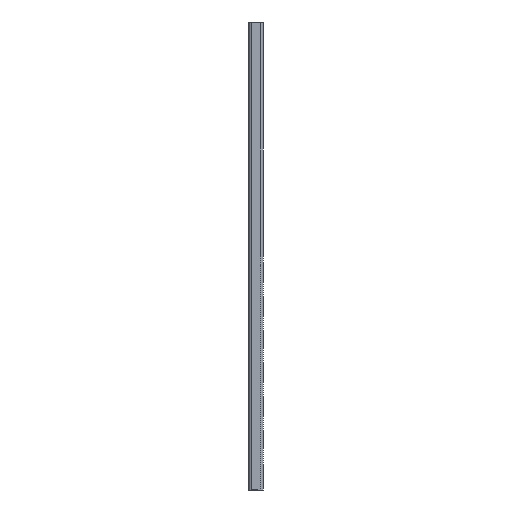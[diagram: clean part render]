
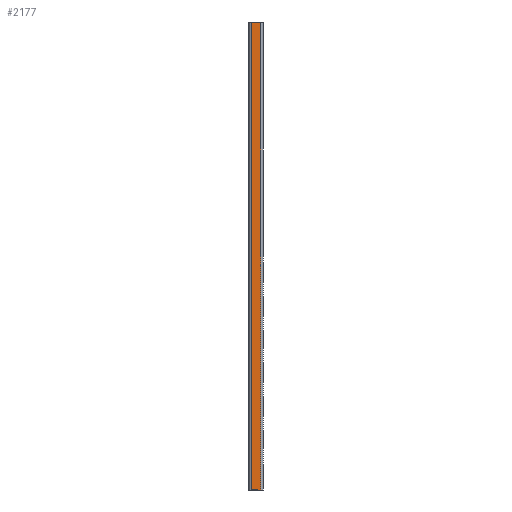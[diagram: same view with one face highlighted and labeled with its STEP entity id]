
A CAD part, left-side view. The second image highlights one B-rep face of the part: STEP entity #2177.
In plain terms, the highlighted planar face has unit normal (-1, 0, 0).
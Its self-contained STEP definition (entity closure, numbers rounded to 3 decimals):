
#41 = CARTESIAN_POINT ( 'NONE',  ( -20.5, 3.5, 350. ) ) ;
#239 = EDGE_LOOP ( 'NONE', ( #491, #349, #420, #490 ) ) ;
#322 = VECTOR ( 'NONE', #1199, 1000. ) ;
#325 = LINE ( 'NONE', #1197, #322 ) ;
#349 = ORIENTED_EDGE ( 'NONE', *, *, #2818, .T. ) ;
#420 = ORIENTED_EDGE ( 'NONE', *, *, #2905, .T. ) ;
#490 = ORIENTED_EDGE ( 'NONE', *, *, #2966, .F. ) ;
#491 = ORIENTED_EDGE ( 'NONE', *, *, #2888, .T. ) ;
#559 = PLANE ( 'NONE',  #2819 ) ;
#587 = DIRECTION ( 'NONE',  ( 0., 1., 0. ) ) ;
#601 = CARTESIAN_POINT ( 'NONE',  ( -20.5, 17.5, 1500. ) ) ;
#629 = DIRECTION ( 'NONE',  ( 1., 0., 0. ) ) ;
#1197 = CARTESIAN_POINT ( 'NONE',  ( -20.5, 17.5, 1500. ) ) ;
#1199 = DIRECTION ( 'NONE',  ( 0., 0., -1. ) ) ;
#1307 = CARTESIAN_POINT ( 'NONE',  ( -20.5, 21., 350. ) ) ;
#1308 = DIRECTION ( 'NONE',  ( 0., 1., 0. ) ) ;
#1344 = CARTESIAN_POINT ( 'NONE',  ( -20.5, 21., -350. ) ) ;
#1345 = DIRECTION ( 'NONE',  ( 0., -1., 0. ) ) ;
#1608 = CARTESIAN_POINT ( 'NONE',  ( -20.5, 3.5, 1500. ) ) ;
#1610 = DIRECTION ( 'NONE',  ( 0., 0., -1. ) ) ;
#1737 = LINE ( 'NONE', #1307, #1740 ) ;
#1740 = VECTOR ( 'NONE', #1308, 1000. ) ;
#1767 = LINE ( 'NONE', #1344, #1770 ) ;
#1770 = VECTOR ( 'NONE', #1345, 1000. ) ;
#1862 = LINE ( 'NONE', #1608, #1865 ) ;
#1865 = VECTOR ( 'NONE', #1610, 1000. ) ;
#2006 = FACE_OUTER_BOUND ( 'NONE', #239, .T. ) ;
#2177 = ADVANCED_FACE ( 'NONE', ( #2006 ), #559, .F. ) ;
#2195 = CARTESIAN_POINT ( 'NONE',  ( -20.5, 17.5, 350. ) ) ;
#2207 = CARTESIAN_POINT ( 'NONE',  ( -20.5, 3.5, -350. ) ) ;
#2328 = CARTESIAN_POINT ( 'NONE',  ( -20.5, 17.5, -350. ) ) ;
#2461 = VERTEX_POINT ( 'NONE', #2207 ) ;
#2468 = VERTEX_POINT ( 'NONE', #2328 ) ;
#2567 = VERTEX_POINT ( 'NONE', #2195 ) ;
#2583 = VERTEX_POINT ( 'NONE', #41 ) ;
#2818 = EDGE_CURVE ( 'NONE', #2567, #2468, #325, .T. ) ;
#2819 = AXIS2_PLACEMENT_3D ( 'NONE', #601, #629, #587 ) ;
#2888 = EDGE_CURVE ( 'NONE', #2583, #2567, #1737, .T. ) ;
#2905 = EDGE_CURVE ( 'NONE', #2468, #2461, #1767, .T. ) ;
#2966 = EDGE_CURVE ( 'NONE', #2583, #2461, #1862, .T. ) ;
